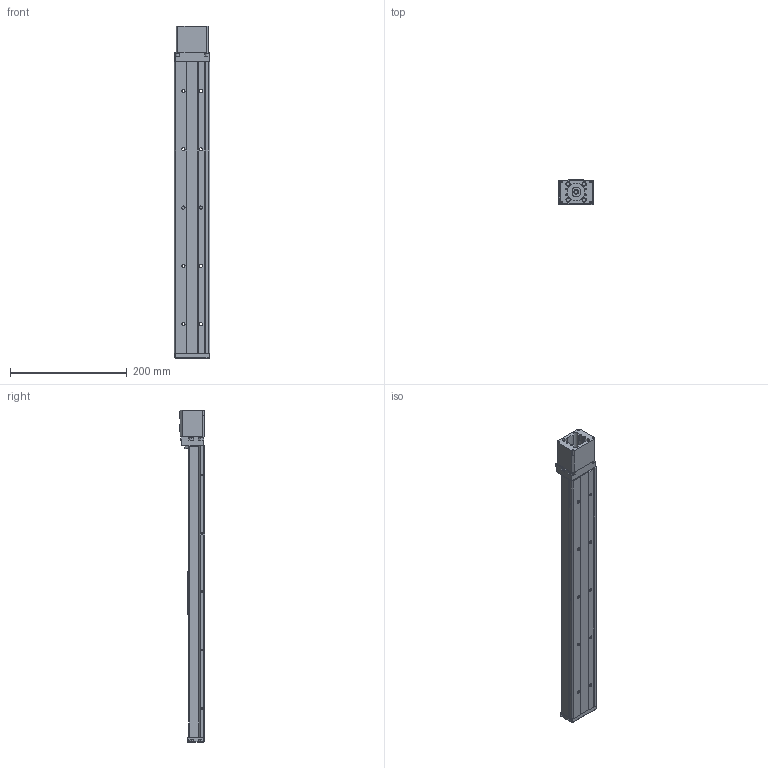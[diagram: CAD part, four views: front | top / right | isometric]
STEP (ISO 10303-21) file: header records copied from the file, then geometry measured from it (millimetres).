
FILE_DESCRIPTION((''),'2;1');
FILE_NAME('403XE-T05-DUMMY_ASM','2006-09-22T',('MS20177'),(''),'PRO/ENGINEER BY PARAMETRIC TECHNOLOGY CORPORATION, 2004400','PRO/ENGINEER BY PARAMETRIC TECHNOLOGY CORPORATION, 2004400','');
FILE_SCHEMA(('CONFIG_CONTROL_DESIGN'));
Length unit declared in the file: millimetre
Products named in the file (6): 403XE-T05-DUMMY-BASE; 403XE-DUMMY-CARRIAGE; 403XE-DUMMY-IDLERENDBLOCK; 403XE-DUMMY-MOTORENDBLOCK; 403XE-DUMMY-MOTORBLOCK; 403XE-T05-DUMMY_ASM
Assembly tree (5 placements, depth 2):
  403XE-T05-DUMMY_ASM
    403XE-T05-DUMMY-BASE
    403XE-DUMMY-CARRIAGE
    403XE-DUMMY-IDLERENDBLOCK
    403XE-DUMMY-MOTORENDBLOCK
    403XE-DUMMY-MOTORBLOCK
Bounding box: 60.5 x 43.2 x 569.5 mm (x, y, z)
Volume: 595698.3 mm3; surface area: 178900.4 mm2
Topology: 6 solids, 36 shells, 582 faces, 1499 edges, 950 vertices
Faces by surface type: cylinder 251, plane 231, cone 92, revolution 8
Entity records: 17800 total; most frequent: CARTESIAN_POINT 3268, DIRECTION 3203, ORIENTED_EDGE 2742, EDGE_CURVE 1431, AXIS2_PLACEMENT_3D 1197, VERTEX_POINT 950, VECTOR 801, LINE 801
